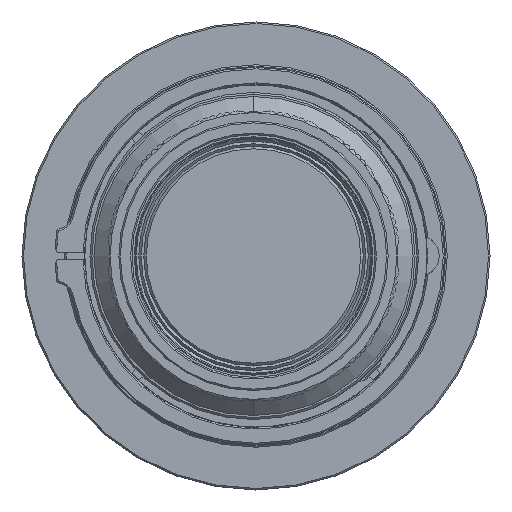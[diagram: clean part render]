
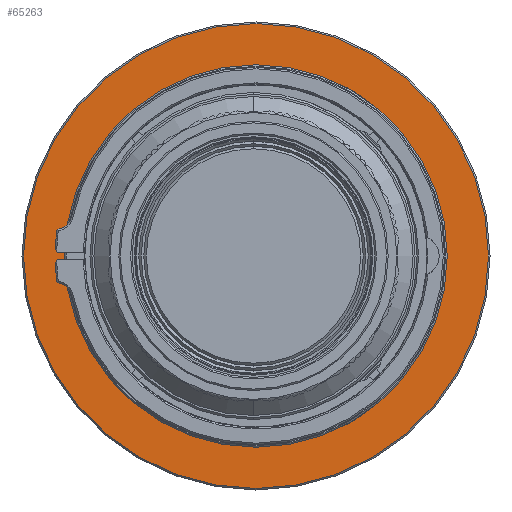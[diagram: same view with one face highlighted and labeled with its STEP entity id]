
A CAD part, left-side view. The second image highlights one B-rep face of the part: STEP entity #65263.
In plain terms, the highlighted planar face has unit normal (-1, 0, 0).
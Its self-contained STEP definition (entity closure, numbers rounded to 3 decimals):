
#1608 = PLANE ( 'NONE',  #33057 ) ;
#6432 = EDGE_LOOP ( 'NONE', ( #52515, #28305 ) ) ;
#6576 = DIRECTION ( 'NONE',  ( -1., 0., 0. ) ) ;
#7442 = DIRECTION ( 'NONE',  ( 0., 0., 1. ) ) ;
#10390 = VERTEX_POINT ( 'NONE', #13452 ) ;
#10561 = DIRECTION ( 'NONE',  ( -1., 0., 0. ) ) ;
#11473 = EDGE_CURVE ( 'NONE', #21140, #10390, #12070, .T. ) ;
#12070 = CIRCLE ( 'NONE', #19927, 46.2 ) ;
#12257 = CARTESIAN_POINT ( 'NONE',  ( 6., 38., 0. ) ) ;
#12279 = DIRECTION ( 'NONE',  ( -1., 0., 0. ) ) ;
#12733 = EDGE_LOOP ( 'NONE', ( #20682, #61349 ) ) ;
#13452 = CARTESIAN_POINT ( 'NONE',  ( 6., 0., 46.2 ) ) ;
#17317 = VERTEX_POINT ( 'NONE', #24024 ) ;
#19526 = VERTEX_POINT ( 'NONE', #53290 ) ;
#19927 = AXIS2_PLACEMENT_3D ( 'NONE', #43990, #10561, #38621 ) ;
#20495 = FACE_BOUND ( 'NONE', #6432, .T. ) ;
#20682 = ORIENTED_EDGE ( 'NONE', *, *, #11473, .T. ) ;
#21140 = VERTEX_POINT ( 'NONE', #44940 ) ;
#23527 = CARTESIAN_POINT ( 'NONE',  ( 6., 0., 0. ) ) ;
#24024 = CARTESIAN_POINT ( 'NONE',  ( 6., 0., -38. ) ) ;
#24080 = CIRCLE ( 'NONE', #55613, 46.2 ) ;
#24422 = EDGE_CURVE ( 'NONE', #17317, #19526, #47046, .T. ) ;
#24641 = DIRECTION ( 'NONE',  ( 0., 0., -1. ) ) ;
#25505 = EDGE_CURVE ( 'NONE', #19526, #17317, #55624, .T. ) ;
#28305 = ORIENTED_EDGE ( 'NONE', *, *, #24422, .F. ) ;
#29012 = DIRECTION ( 'NONE',  ( 0., 0., 1. ) ) ;
#29262 = EDGE_CURVE ( 'NONE', #10390, #21140, #24080, .T. ) ;
#29747 = CARTESIAN_POINT ( 'NONE',  ( 6., 0., 0. ) ) ;
#29821 = DIRECTION ( 'NONE',  ( -1., 0., 0. ) ) ;
#33057 = AXIS2_PLACEMENT_3D ( 'NONE', #12257, #56913, #35221 ) ;
#35221 = DIRECTION ( 'NONE',  ( 0., 0., -1. ) ) ;
#36126 = CARTESIAN_POINT ( 'NONE',  ( 6., 0., 0. ) ) ;
#38621 = DIRECTION ( 'NONE',  ( 0., 0., -1. ) ) ;
#43990 = CARTESIAN_POINT ( 'NONE',  ( 6., 0., 0. ) ) ;
#44940 = CARTESIAN_POINT ( 'NONE',  ( 6., 0., -46.2 ) ) ;
#47046 = CIRCLE ( 'NONE', #70033, 38. ) ;
#52515 = ORIENTED_EDGE ( 'NONE', *, *, #25505, .F. ) ;
#52754 = FACE_OUTER_BOUND ( 'NONE', #12733, .T. ) ;
#53290 = CARTESIAN_POINT ( 'NONE',  ( 6., 0., 38. ) ) ;
#55613 = AXIS2_PLACEMENT_3D ( 'NONE', #36126, #29821, #24641 ) ;
#55624 = CIRCLE ( 'NONE', #64882, 38. ) ;
#56913 = DIRECTION ( 'NONE',  ( 1., 0., 0. ) ) ;
#61349 = ORIENTED_EDGE ( 'NONE', *, *, #29262, .T. ) ;
#64882 = AXIS2_PLACEMENT_3D ( 'NONE', #23527, #12279, #7442 ) ;
#65263 = ADVANCED_FACE ( 'NONE', ( #52754, #20495 ), #1608, .F. ) ;
#70033 = AXIS2_PLACEMENT_3D ( 'NONE', #29747, #6576, #29012 ) ;
